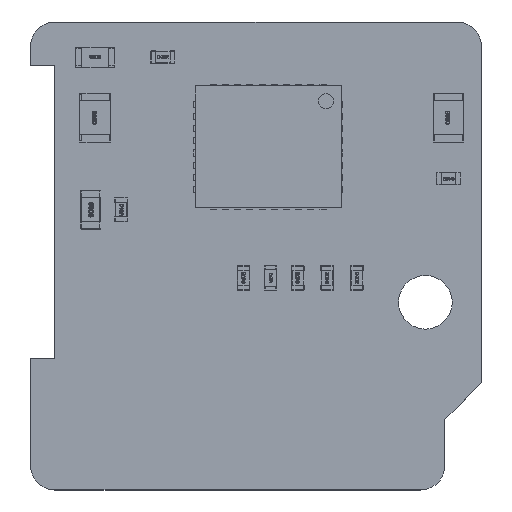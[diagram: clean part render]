
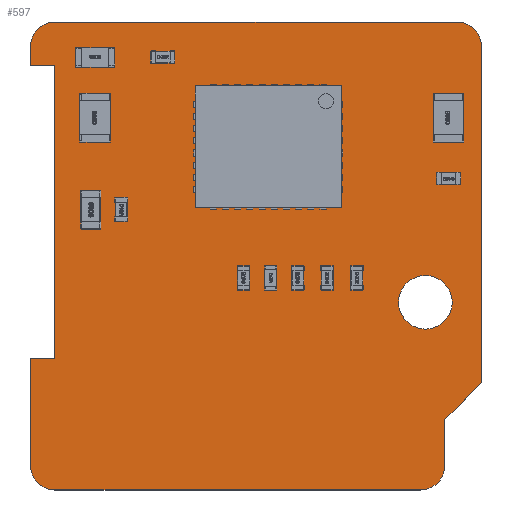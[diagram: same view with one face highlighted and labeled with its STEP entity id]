
A CAD part, top view. The second image highlights one B-rep face of the part: STEP entity #597.
In plain terms, the highlighted planar face has unit normal (0, 0, 1).
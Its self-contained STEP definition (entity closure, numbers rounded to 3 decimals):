
#104 = VERTEX_POINT('',#105);
#105 = CARTESIAN_POINT('',(0.,1.,0.624));
#111 = EDGE_CURVE('',#104,#112,#114,.T.);
#112 = VERTEX_POINT('',#113);
#113 = CARTESIAN_POINT('',(0.,5.4,0.624));
#114 = LINE('',#115,#116);
#115 = CARTESIAN_POINT('',(0.,1.,0.624));
#116 = VECTOR('',#117,1.);
#117 = DIRECTION('',(0.,1.,0.));
#142 = EDGE_CURVE('',#112,#143,#145,.T.);
#143 = VERTEX_POINT('',#144);
#144 = CARTESIAN_POINT('',(1.,5.4,0.624));
#145 = LINE('',#146,#147);
#146 = CARTESIAN_POINT('',(0.,5.4,0.624));
#147 = VECTOR('',#148,1.);
#148 = DIRECTION('',(1.,0.,0.));
#173 = EDGE_CURVE('',#143,#174,#176,.T.);
#174 = VERTEX_POINT('',#175);
#175 = CARTESIAN_POINT('',(1.,17.4,0.624));
#176 = LINE('',#177,#178);
#177 = CARTESIAN_POINT('',(1.,5.4,0.624));
#178 = VECTOR('',#179,1.);
#179 = DIRECTION('',(0.,1.,0.));
#204 = EDGE_CURVE('',#174,#205,#207,.T.);
#205 = VERTEX_POINT('',#206);
#206 = CARTESIAN_POINT('',(0.,17.4,0.624));
#207 = LINE('',#208,#209);
#208 = CARTESIAN_POINT('',(1.,17.4,0.624));
#209 = VECTOR('',#210,1.);
#210 = DIRECTION('',(-1.,0.,0.));
#235 = EDGE_CURVE('',#205,#236,#238,.T.);
#236 = VERTEX_POINT('',#237);
#237 = CARTESIAN_POINT('',(0.,18.2,0.624));
#238 = LINE('',#239,#240);
#239 = CARTESIAN_POINT('',(0.,17.4,0.624));
#240 = VECTOR('',#241,1.);
#241 = DIRECTION('',(0.,1.,0.));
#266 = EDGE_CURVE('',#236,#267,#269,.T.);
#267 = VERTEX_POINT('',#268);
#268 = CARTESIAN_POINT('',(1.,19.2,0.624));
#269 = CIRCLE('',#270,1.);
#270 = AXIS2_PLACEMENT_3D('',#271,#272,#273);
#271 = CARTESIAN_POINT('',(1.,18.2,0.624));
#272 = DIRECTION('',(0.,0.,-1.));
#273 = DIRECTION('',(-1.,0.,0.));
#299 = EDGE_CURVE('',#267,#300,#302,.T.);
#300 = VERTEX_POINT('',#301);
#301 = CARTESIAN_POINT('',(17.5,19.2,0.624));
#302 = LINE('',#303,#304);
#303 = CARTESIAN_POINT('',(1.,19.2,0.624));
#304 = VECTOR('',#305,1.);
#305 = DIRECTION('',(1.,0.,0.));
#330 = EDGE_CURVE('',#300,#331,#333,.T.);
#331 = VERTEX_POINT('',#332);
#332 = CARTESIAN_POINT('',(18.5,18.2,0.624));
#333 = CIRCLE('',#334,1.);
#334 = AXIS2_PLACEMENT_3D('',#335,#336,#337);
#335 = CARTESIAN_POINT('',(17.5,18.2,0.624));
#336 = DIRECTION('',(0.,0.,-1.));
#337 = DIRECTION('',(0.,1.,0.));
#363 = EDGE_CURVE('',#331,#364,#366,.T.);
#364 = VERTEX_POINT('',#365);
#365 = CARTESIAN_POINT('',(18.5,4.4,0.624));
#366 = LINE('',#367,#368);
#367 = CARTESIAN_POINT('',(18.5,18.2,0.624));
#368 = VECTOR('',#369,1.);
#369 = DIRECTION('',(0.,-1.,0.));
#394 = EDGE_CURVE('',#364,#395,#397,.T.);
#395 = VERTEX_POINT('',#396);
#396 = CARTESIAN_POINT('',(17.,2.9,0.624));
#397 = LINE('',#398,#399);
#398 = CARTESIAN_POINT('',(18.5,4.4,0.624));
#399 = VECTOR('',#400,1.);
#400 = DIRECTION('',(-0.707,-0.707,0.));
#425 = EDGE_CURVE('',#395,#426,#428,.T.);
#426 = VERTEX_POINT('',#427);
#427 = CARTESIAN_POINT('',(17.,1.,0.624));
#428 = LINE('',#429,#430);
#429 = CARTESIAN_POINT('',(17.,2.9,0.624));
#430 = VECTOR('',#431,1.);
#431 = DIRECTION('',(0.,-1.,0.));
#456 = EDGE_CURVE('',#426,#457,#459,.T.);
#457 = VERTEX_POINT('',#458);
#458 = CARTESIAN_POINT('',(16.,0.,0.624));
#459 = CIRCLE('',#460,1.);
#460 = AXIS2_PLACEMENT_3D('',#461,#462,#463);
#461 = CARTESIAN_POINT('',(16.,1.,0.624));
#462 = DIRECTION('',(0.,0.,-1.));
#463 = DIRECTION('',(1.,0.,0.));
#489 = EDGE_CURVE('',#457,#490,#492,.T.);
#490 = VERTEX_POINT('',#491);
#491 = CARTESIAN_POINT('',(1.,0.,0.624));
#492 = LINE('',#493,#494);
#493 = CARTESIAN_POINT('',(16.,0.,0.624));
#494 = VECTOR('',#495,1.);
#495 = DIRECTION('',(-1.,0.,0.));
#520 = EDGE_CURVE('',#490,#104,#521,.T.);
#521 = CIRCLE('',#522,1.);
#522 = AXIS2_PLACEMENT_3D('',#523,#524,#525);
#523 = CARTESIAN_POINT('',(1.,1.,0.624));
#524 = DIRECTION('',(0.,0.,-1.));
#525 = DIRECTION('',(0.,-1.,0.));
#546 = VERTEX_POINT('',#547);
#547 = CARTESIAN_POINT('',(17.3,7.7,0.624));
#553 = EDGE_CURVE('',#546,#546,#554,.T.);
#554 = CIRCLE('',#555,1.1);
#555 = AXIS2_PLACEMENT_3D('',#556,#557,#558);
#556 = CARTESIAN_POINT('',(16.2,7.7,0.624));
#557 = DIRECTION('',(0.,0.,1.));
#558 = DIRECTION('',(1.,0.,0.));
#597 = ADVANCED_FACE('',(#598,#614),#617,.T.);
#598 = FACE_BOUND('',#599,.F.);
#599 = EDGE_LOOP('',(#600,#601,#602,#603,#604,#605,#606,#607,#608,#609,
    #610,#611,#612,#613));
#600 = ORIENTED_EDGE('',*,*,#111,.T.);
#601 = ORIENTED_EDGE('',*,*,#142,.T.);
#602 = ORIENTED_EDGE('',*,*,#173,.T.);
#603 = ORIENTED_EDGE('',*,*,#204,.T.);
#604 = ORIENTED_EDGE('',*,*,#235,.T.);
#605 = ORIENTED_EDGE('',*,*,#266,.T.);
#606 = ORIENTED_EDGE('',*,*,#299,.T.);
#607 = ORIENTED_EDGE('',*,*,#330,.T.);
#608 = ORIENTED_EDGE('',*,*,#363,.T.);
#609 = ORIENTED_EDGE('',*,*,#394,.T.);
#610 = ORIENTED_EDGE('',*,*,#425,.T.);
#611 = ORIENTED_EDGE('',*,*,#456,.T.);
#612 = ORIENTED_EDGE('',*,*,#489,.T.);
#613 = ORIENTED_EDGE('',*,*,#520,.T.);
#614 = FACE_BOUND('',#615,.T.);
#615 = EDGE_LOOP('',(#616));
#616 = ORIENTED_EDGE('',*,*,#553,.F.);
#617 = PLANE('',#618);
#618 = AXIS2_PLACEMENT_3D('',#619,#620,#621);
#619 = CARTESIAN_POINT('',(0.,1.,0.624));
#620 = DIRECTION('',(0.,0.,1.));
#621 = DIRECTION('',(1.,0.,0.));
